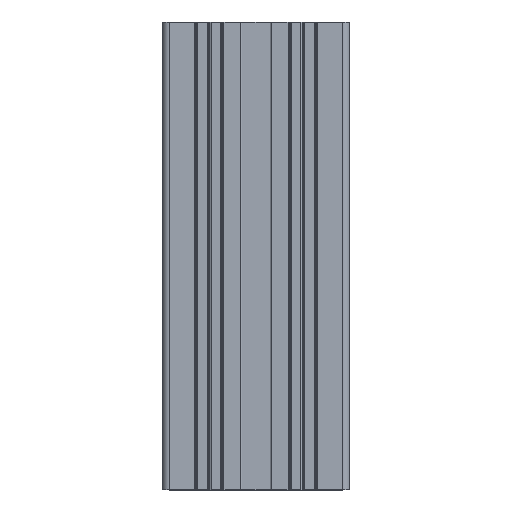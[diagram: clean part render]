
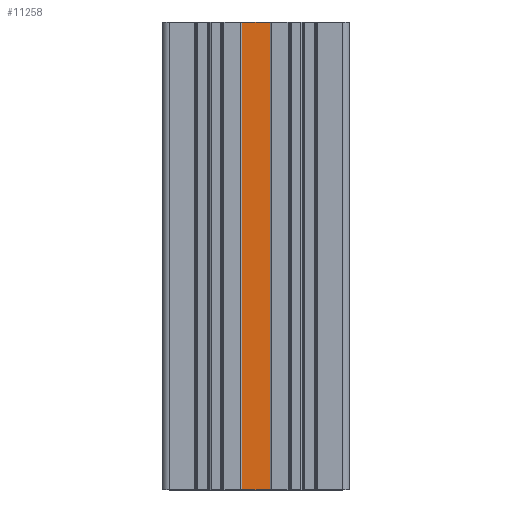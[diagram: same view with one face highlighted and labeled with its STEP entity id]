
A CAD part, top view. The second image highlights one B-rep face of the part: STEP entity #11258.
In plain terms, the highlighted planar face has unit normal (0, 0, 1).
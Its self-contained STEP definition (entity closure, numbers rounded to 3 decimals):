
#168=PLANE('',#12106);
#598=FACE_OUTER_BOUND('',#1174,.T.);
#1174=EDGE_LOOP('',(#8313,#8314,#8315,#8316));
#2044=LINE('',#17714,#3222);
#2046=LINE('',#17718,#3224);
#2047=LINE('',#17720,#3225);
#2048=LINE('',#17721,#3226);
#3222=VECTOR('',#14266,10.);
#3224=VECTOR('',#14270,10.);
#3225=VECTOR('',#14271,10.);
#3226=VECTOR('',#14272,10.);
#4951=VERTEX_POINT('',#17711);
#4952=VERTEX_POINT('',#17713);
#4953=VERTEX_POINT('',#17717);
#4954=VERTEX_POINT('',#17719);
#6344=EDGE_CURVE('',#4951,#4952,#2044,.T.);
#6346=EDGE_CURVE('',#4951,#4953,#2046,.T.);
#6347=EDGE_CURVE('',#4953,#4954,#2047,.T.);
#6348=EDGE_CURVE('',#4952,#4954,#2048,.T.);
#8313=ORIENTED_EDGE('',*,*,#6346,.T.);
#8314=ORIENTED_EDGE('',*,*,#6347,.T.);
#8315=ORIENTED_EDGE('',*,*,#6348,.F.);
#8316=ORIENTED_EDGE('',*,*,#6344,.F.);
#11258=ADVANCED_FACE('',(#598),#168,.T.);
#12106=AXIS2_PLACEMENT_3D('',#17716,#14268,#14269);
#14266=DIRECTION('',(0.,-1.,0.));
#14268=DIRECTION('center_axis',(0.,0.,1.));
#14269=DIRECTION('ref_axis',(1.,0.,0.));
#14270=DIRECTION('',(-1.,0.,0.));
#14271=DIRECTION('',(0.,-1.,0.));
#14272=DIRECTION('',(-1.,0.,0.));
#17711=CARTESIAN_POINT('',(6.,200.,39.));
#17713=CARTESIAN_POINT('',(6.,0.,39.));
#17714=CARTESIAN_POINT('',(6.,0.,39.));
#17716=CARTESIAN_POINT('Origin',(-6.,0.,39.));
#17717=CARTESIAN_POINT('',(-6.,200.,39.));
#17718=CARTESIAN_POINT('',(-3.,200.,39.));
#17719=CARTESIAN_POINT('',(-6.,0.,39.));
#17720=CARTESIAN_POINT('',(-6.,0.,39.));
#17721=CARTESIAN_POINT('',(-3.,0.,39.));
